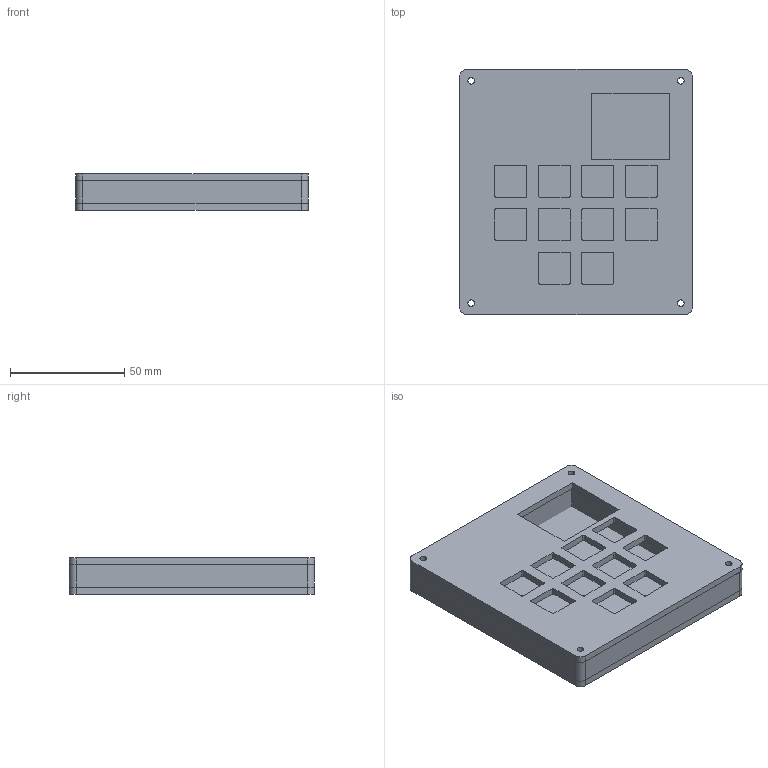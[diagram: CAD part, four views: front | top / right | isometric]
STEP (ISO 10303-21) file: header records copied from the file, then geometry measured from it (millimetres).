
FILE_DESCRIPTION(/* description */ (''),/* implementation_level */ '2;1');
FILE_NAME(/* name */ 'xriiipad-case.step',/* time_stamp */ '2024-10-03T21:42:15-04:00',/* author */ (''),/* organization */ (''),/* preprocessor_version */ 'ST-DEVELOPER v20',/* originating_system */ 'Autodesk Translation Framework v13.20.0.188',/* authorisation */ '');
FILE_SCHEMA (('AUTOMOTIVE_DESIGN { 1 0 10303 214 3 1 1 }'));
Length unit declared in the file: millimetre
Products named in the file (2): Untitled; plate-2024-10-03T01_30_14.134Z
Assembly tree (1 placements, depth 2):
  Untitled
    plate-2024-10-03T01_30_14.134Z
Bounding box: 101.89 x 107.42 x 16 mm (x, y, z)
Volume: 103873.6 mm3; surface area: 60123 mm2
Topology: 3 solids, 3 shells, 133 faces, 384 edges, 256 vertices
Faces by surface type: plane 69, cylinder 64
Full cylindrical faces by diameter (mm): 2.9 x12
Entity records: 4555 total; most frequent: DIRECTION 784, CARTESIAN_POINT 776, ORIENTED_EDGE 768, EDGE_CURVE 384, AXIS2_PLACEMENT_3D 264, LINE 256, VECTOR 256, VERTEX_POINT 256
